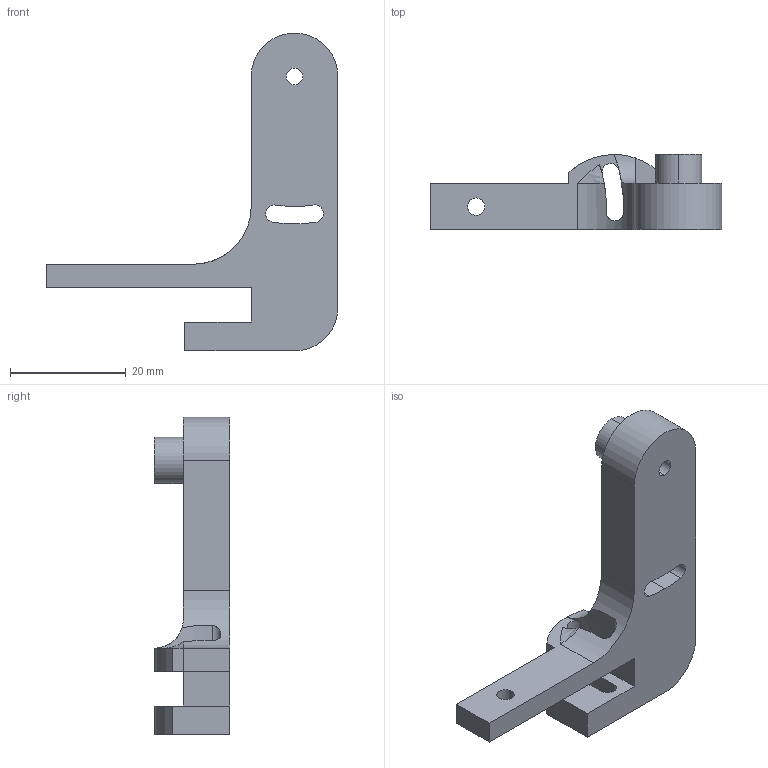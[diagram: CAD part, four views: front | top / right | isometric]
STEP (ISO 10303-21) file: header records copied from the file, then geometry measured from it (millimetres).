
FILE_DESCRIPTION (( 'STEP AP203' ), '1' );
FILE_NAME ('robDogLeg1.STEP', '2024-06-22T15:03:57', ( '' ), ( '' ), 'SwSTEP 2.0', 'SolidWorks 2023', '' );
FILE_SCHEMA (( 'CONFIG_CONTROL_DESIGN' ));
Length unit declared in the file: millimetre
Products named in the file (1): robDogLeg1
Bounding box: 50.5 x 13 x 55 mm (x, y, z)
Volume: 7971.7 mm3; surface area: 4646.2 mm2
Topology: 1 solids, 1 shells, 63 faces, 174 edges, 115 vertices
Faces by surface type: cylinder 44, plane 18, bspline 1
Entity records: 2211 total; most frequent: CARTESIAN_POINT 442, DIRECTION 377, ORIENTED_EDGE 346, EDGE_CURVE 173, AXIS2_PLACEMENT_3D 150, VERTEX_POINT 115, CIRCLE 87, VECTOR 77
